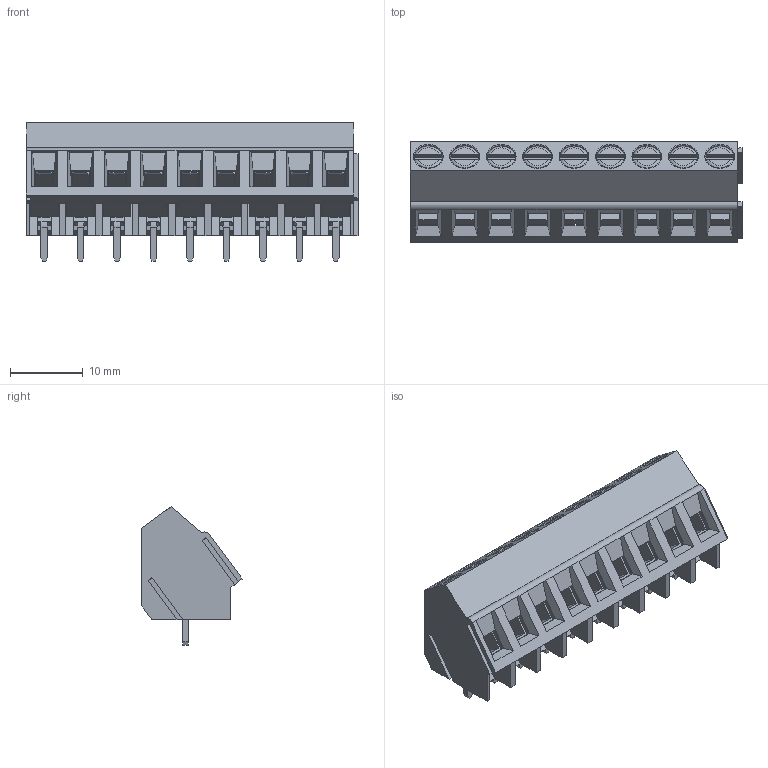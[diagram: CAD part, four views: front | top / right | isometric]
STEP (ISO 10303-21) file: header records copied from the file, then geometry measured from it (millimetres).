
FILE_DESCRIPTION(('STEP AP214'), '1');
FILE_NAME('DG103-5.0-03', '2018-03-17T09:02:29', ('Nobody'), (''), 'ASCON STEP Converter 1.3', 'ASCON Math Kernel', '');
FILE_SCHEMA(('AUTOMOTIVE_DESIGN { 1 0 10303 214 3 1 1}'));
Length unit declared in the file: millimetre
Assembly tree (28 placements, depth 2):
  (unnamed)
    (unnamed)
    (unnamed)  x9
    (unnamed)  x9
    (unnamed)  x9
Bounding box: 45.55 x 13.8 x 19 mm (x, y, z)
Volume: 4299.3 mm3; surface area: 9164.3 mm2
Topology: 28 solids, 28 shells, 1017 faces, 2586 edges, 1634 vertices
Faces by surface type: plane 863, cylinder 109, torus 27, cone 18
Full cylindrical faces by diameter (mm): 1.8 x9, 2 x9, 2.5 x9, 2.6 x9, 4 x9, 4.1 x9
Entity records: 18742 total; most frequent: CARTESIAN_POINT 2618, ORIENTED_EDGE 2432, DIRECTION 2265, EDGE_CURVE 1216, LINE 1141, VECTOR 1141, VERTEX_POINT 793, AXIS2_PLACEMENT_3D 562
